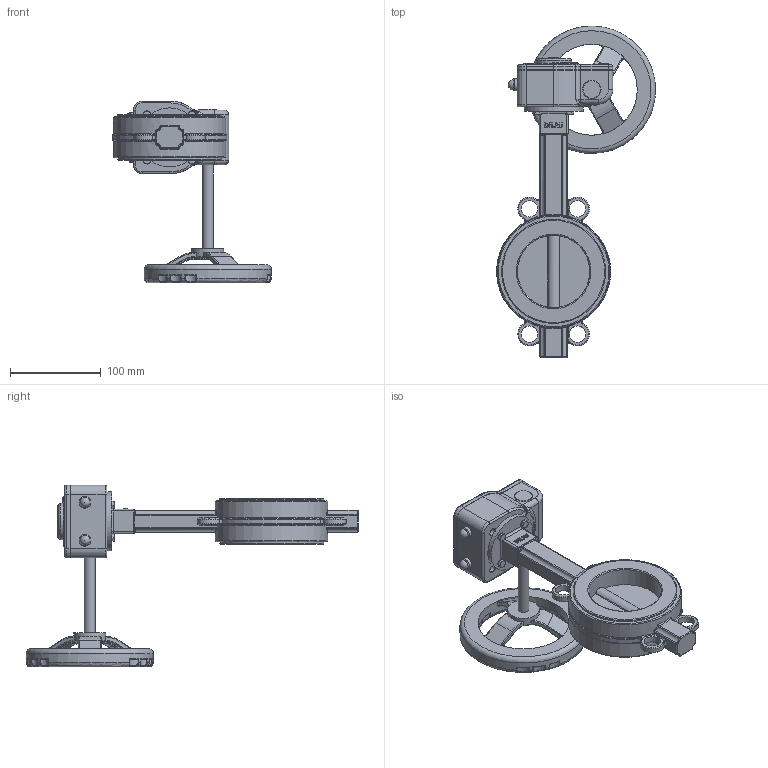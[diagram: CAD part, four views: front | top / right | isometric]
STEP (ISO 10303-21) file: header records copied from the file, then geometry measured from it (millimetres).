
FILE_DESCRIPTION(/* description */ (''),/* implementation_level */ '2;1');
FILE_NAME(/* name */ 'DN80_3D_STEP.stp',/* time_stamp */ '2025-01-31T15:46:26+03:00',/* author */ ('igorr'),/* organization */ (''),/* preprocessor_version */ 'ST-DEVELOPER v20',/* originating_system */ 'Autodesk Inventor 2025',/* authorisation */ '');
FILE_SCHEMA (('AUTOMOTIVE_DESIGN { 1 0 10303 214 3 1 1 }','AP242_MANAGED_MODEL_BASED_3D_ENGINEERING_MIM_LF { 1 0 10303 442 3 1 4 }'));
Products named in the file (7): Сборка; Деталь; Сборка_1; Деталь 2; Деталь1; BS 4168 - M5 x 16; AS 1110 - M5 x 10
Assembly tree (12 placements, depth 3):
  Сборка
    Деталь
    Сборка_1
      Деталь 2
      Деталь1
      BS 4168 - M5 x 16  x4
    AS 1110 - M5 x 10  x4
Bounding box: 174.75 x 365 x 200 mm (x, y, z)
Volume: 1037262.5 mm3; surface area: 179663.3 mm2
Topology: 12 solids, 12 shells, 2047 faces, 4799 edges, 2826 vertices
Faces by surface type: cylinder 610, plane 558, bspline 454, torus 270, sphere 101, cone 54
Full cylindrical faces by diameter (mm): 5 x14, 6 x10, 8 x8, 10 x5, 12 x1, 13 x2, 13.93 x1, 15 x1, 18 x4, 20 x2, 20.4 x1, 30 x1, 31 x1, 35 x1, 40 x1, 65 x1, 80 x1, 100 x1, 114.5 x2, 123.5 x2, 140 x1
Entity records: 74754 total; most frequent: CARTESIAN_POINT 30169, ORIENTED_EDGE 9060, DIRECTION 8468, EDGE_CURVE 4530, AXIS2_PLACEMENT_3D 3313, VERTEX_POINT 2676, EDGE_LOOP 2042, FACE_OUTER_BOUND 1936
